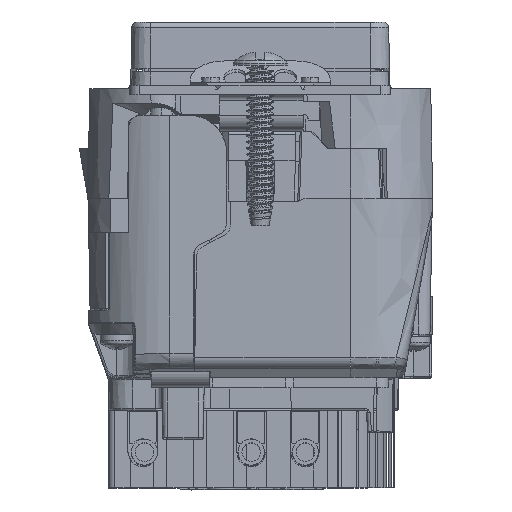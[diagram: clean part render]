
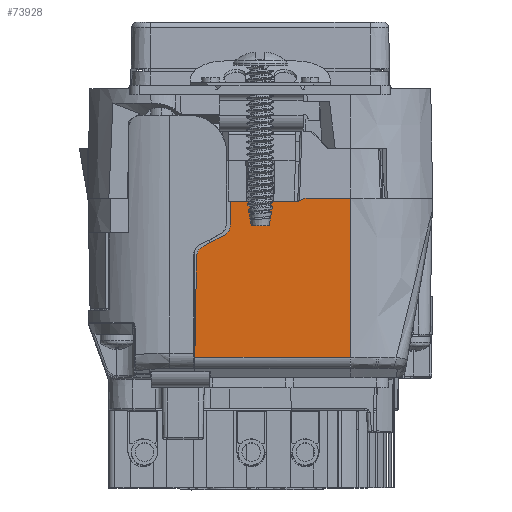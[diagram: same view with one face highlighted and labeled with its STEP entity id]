
A CAD part, top view. The second image highlights one B-rep face of the part: STEP entity #73928.
In plain terms, the highlighted planar face has unit normal (0, -0.018, 1).
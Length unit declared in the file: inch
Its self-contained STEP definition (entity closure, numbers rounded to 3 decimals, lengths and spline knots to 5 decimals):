
#1079 = ORIENTED_EDGE ( 'NONE', *, *, #41358, .T. ) ;
#4234 = VECTOR ( 'NONE', #135872, 39.37008 ) ;
#4436 = EDGE_CURVE ( 'NONE', #29445, #118810, #167959, .T. ) ;
#5093 = LINE ( 'NONE', #145411, #158691 ) ;
#5467 = CARTESIAN_POINT ( 'NONE',  ( 0.79732, 1.70625, 4.55415 ) ) ;
#8423 = VECTOR ( 'NONE', #47221, 39.37008 ) ;
#11120 = EDGE_CURVE ( 'NONE', #161782, #101139, #52135, .T. ) ;
#11242 = ORIENTED_EDGE ( 'NONE', *, *, #4436, .T. ) ;
#12849 = PLANE ( 'NONE',  #139016 ) ;
#13153 = LINE ( 'NONE', #121072, #89870 ) ;
#15617 = CARTESIAN_POINT ( 'NONE',  ( 1.57117, 2.00158, 4.5593 ) ) ;
#16083 = CARTESIAN_POINT ( 'NONE',  ( 1.311, 1.98843, 4.55907 ) ) ;
#17599 = CARTESIAN_POINT ( 'NONE',  ( 0.94129, 1.81908, 4.55612 ) ) ;
#17735 = EDGE_CURVE ( 'NONE', #172263, #71811, #5093, .T. ) ;
#20760 = ORIENTED_EDGE ( 'NONE', *, *, #11120, .T. ) ;
#23522 = ORIENTED_EDGE ( 'NONE', *, *, #60969, .F. ) ;
#24962 = LINE ( 'NONE', #79262, #94563 ) ;
#27211 = EDGE_CURVE ( 'NONE', #163896, #187258, #68198, .T. ) ;
#29133 = DIRECTION ( 'NONE',  ( -1., 0., 0. ) ) ;
#29445 = VERTEX_POINT ( 'NONE', #29744 ) ;
#29744 = CARTESIAN_POINT ( 'NONE',  ( 0.78852, 1.2021, 4.54535 ) ) ;
#31650 = DIRECTION ( 'NONE',  ( -1., 0., 0. ) ) ;
#33150 = VERTEX_POINT ( 'NONE', #64992 ) ;
#36071 = CARTESIAN_POINT ( 'NONE',  ( 1.311, 1.98843, 4.55907 ) ) ;
#39020 = CARTESIAN_POINT ( 'NONE',  ( 1.34713, 2.00158, 4.5593 ) ) ;
#41213 = CARTESIAN_POINT ( 'NONE',  ( 0.95844, 1.83043, 4.55632 ) ) ;
#41358 = EDGE_CURVE ( 'NONE', #111653, #172263, #13153, .T. ) ;
#47221 = DIRECTION ( 'NONE',  ( -0.94, -0.342, -0.006 ) ) ;
#48605 = EDGE_CURVE ( 'NONE', #33150, #84565, #179327, .T. ) ;
#52135 = LINE ( 'NONE', #57993, #4234 ) ;
#53647 = CARTESIAN_POINT ( 'NONE',  ( 1.57017, 1.2021, 4.54535 ) ) ;
#56622 = CARTESIAN_POINT ( 'NONE',  ( 0.94129, 1.81908, 4.55612 ) ) ;
#57298 = CARTESIAN_POINT ( 'NONE',  ( 0.96817, 1.86911, 4.55699 ) ) ;
#57479 = CARTESIAN_POINT ( 'NONE',  ( 1.57117, 1.2021, 4.54535 ) ) ;
#57993 = CARTESIAN_POINT ( 'NONE',  ( 1.57117, 2.00158, 4.5593 ) ) ;
#60969 = EDGE_CURVE ( 'NONE', #33150, #93392, #145978, .T. ) ;
#64992 = CARTESIAN_POINT ( 'NONE',  ( 0.83321, 1.76014, 4.55509 ) ) ;
#68198 = LINE ( 'NONE', #139178, #8423 ) ;
#69025 = CARTESIAN_POINT ( 'NONE',  ( 1.57117, 1.2021, 4.54535 ) ) ;
#71436 = CARTESIAN_POINT ( 'NONE',  ( 1.57117, 2.00158, 4.5593 ) ) ;
#71811 = VERTEX_POINT ( 'NONE', #181985 ) ;
#72460 = CARTESIAN_POINT ( 'NONE',  ( 0.90699, 1.79637, 4.55572 ) ) ;
#73928 = ADVANCED_FACE ( 'NONE', ( #78754 ), #12849, .T. ) ;
#76602 = VECTOR ( 'NONE', #163557, 39.37008 ) ;
#78754 = FACE_OUTER_BOUND ( 'NONE', #87931, .T. ) ;
#79262 = CARTESIAN_POINT ( 'NONE',  ( 0.78759, 1.14884, 4.54442 ) ) ;
#79920 = DIRECTION ( 'NONE',  ( -0.017, -1., -0.017 ) ) ;
#81894 = CARTESIAN_POINT ( 'NONE',  ( 0.83321, 1.76014, 4.55509 ) ) ;
#83102 = CARTESIAN_POINT ( 'NONE',  ( 0.96817, 1.98658, 4.55904 ) ) ;
#84565 = VERTEX_POINT ( 'NONE', #146607 ) ;
#87931 = EDGE_LOOP ( 'NONE', ( #113665, #11242, #165762, #20760, #106866, #89735, #175274, #1079, #121184, #141619, #23522, #152758 ) ) ;
#89735 = ORIENTED_EDGE ( 'NONE', *, *, #27211, .T. ) ;
#89870 = VECTOR ( 'NONE', #29133, 39.37008 ) ;
#90555 = DIRECTION ( 'NONE',  ( 0., -0.017, 1. ) ) ;
#90712 = CARTESIAN_POINT ( 'NONE',  ( 1.57117, 1.2021, 4.54535 ) ) ;
#91196 = CARTESIAN_POINT ( 'NONE',  ( 1.57117, 2.00158, 4.5593 ) ) ;
#93222 = EDGE_CURVE ( 'NONE', #101139, #163896, #163426, .T. ) ;
#93392 = VERTEX_POINT ( 'NONE', #17599 ) ;
#94563 = VECTOR ( 'NONE', #79920, 39.37008 ) ;
#97305 = CARTESIAN_POINT ( 'NONE',  ( 0.79774, 1.73037, 4.55457 ) ) ;
#98275 = EDGE_CURVE ( 'NONE', #118810, #161782, #183813, .T. ) ;
#101139 = VERTEX_POINT ( 'NONE', #71436 ) ;
#102814 = CARTESIAN_POINT ( 'NONE',  ( 1.57017, 1.2021, 4.54535 ) ) ;
#106866 = ORIENTED_EDGE ( 'NONE', *, *, #93222, .T. ) ;
#111653 = VERTEX_POINT ( 'NONE', #117837 ) ;
#113298 = CARTESIAN_POINT ( 'NONE',  ( 1.31093, 1.98803, 4.55907 ) ) ;
#113665 = ORIENTED_EDGE ( 'NONE', *, *, #180626, .T. ) ;
#113985 = CARTESIAN_POINT ( 'NONE',  ( 1.31077, 1.987, 4.55905 ) ) ;
#114819 = CARTESIAN_POINT ( 'NONE',  ( 0.81111, 1.75045, 4.55492 ) ) ;
#117774 = DIRECTION ( 'NONE',  ( 0., -1., -0.017 ) ) ;
#117837 = CARTESIAN_POINT ( 'NONE',  ( 1.31071, 1.98658, 4.55904 ) ) ;
#118810 = VERTEX_POINT ( 'NONE', #53647 ) ;
#121072 = CARTESIAN_POINT ( 'NONE',  ( 1.57117, 1.98658, 4.55904 ) ) ;
#121184 = ORIENTED_EDGE ( 'NONE', *, *, #17735, .T. ) ;
#122627 = VECTOR ( 'NONE', #31650, 39.37008 ) ;
#122867 = DIRECTION ( 'NONE',  ( 0., -1., -0.017 ) ) ;
#131754 = EDGE_CURVE ( 'NONE', #71811, #93392, #193914, .T. ) ;
#131765 = CARTESIAN_POINT ( 'NONE',  ( 1.57051, 1.2021, 4.54535 ) ) ;
#134934 = CARTESIAN_POINT ( 'NONE',  ( 0.87088, 1.77667, 4.55538 ) ) ;
#135872 = DIRECTION ( 'NONE',  ( 0., 1., 0.017 ) ) ;
#136462 = CARTESIAN_POINT ( 'NONE',  ( 1.57017, 1.2021, 4.54535 ) ) ;
#139016 = AXIS2_PLACEMENT_3D ( 'NONE', #91196, #90555, #122867 ) ;
#139178 = CARTESIAN_POINT ( 'NONE',  ( 1.35302, 2.00372, 4.55934 ) ) ;
#141619 = ORIENTED_EDGE ( 'NONE', *, *, #131754, .T. ) ;
#145411 = CARTESIAN_POINT ( 'NONE',  ( 0.96817, 2.00158, 4.5593 ) ) ;
#145978 =( BOUNDED_CURVE ( )  B_SPLINE_CURVE ( 3, ( #149089, #134934, #72460, #179950 ),
 .UNSPECIFIED., .F., .T. ) 
 B_SPLINE_CURVE_WITH_KNOTS ( ( 4, 4 ),
 ( 3.55508, 3.72651 ),
 .UNSPECIFIED. ) 
 CURVE ( )  GEOMETRIC_REPRESENTATION_ITEM ( )  RATIONAL_B_SPLINE_CURVE ( ( 1., 0.998, 0.998, 1. ) ) 
 REPRESENTATION_ITEM ( '' )  );
#146607 = CARTESIAN_POINT ( 'NONE',  ( 0.79732, 1.70625, 4.55415 ) ) ;
#149089 = CARTESIAN_POINT ( 'NONE',  ( 0.83321, 1.76014, 4.55509 ) ) ;
#151887 = CARTESIAN_POINT ( 'NONE',  ( 1.57018, 1.2021, 4.54535 ) ) ;
#152758 = ORIENTED_EDGE ( 'NONE', *, *, #48605, .T. ) ;
#158691 = VECTOR ( 'NONE', #117774, 39.37008 ) ;
#158999 = B_SPLINE_CURVE_WITH_KNOTS ( 'NONE', 3,
 ( #36071, #113298, #113985, #173721 ),
 .UNSPECIFIED., .F., .F.,
 ( 4, 4 ),
 ( 0., 1. ),
 .UNSPECIFIED. ) ;
#161782 = VERTEX_POINT ( 'NONE', #69025 ) ;
#163426 = LINE ( 'NONE', #15617, #122627 ) ;
#163557 = DIRECTION ( 'NONE',  ( 1., 0., 0. ) ) ;
#163896 = VERTEX_POINT ( 'NONE', #39020 ) ;
#165762 = ORIENTED_EDGE ( 'NONE', *, *, #98275, .T. ) ;
#167959 = LINE ( 'NONE', #57479, #76602 ) ;
#169290 = EDGE_CURVE ( 'NONE', #187258, #111653, #158999, .T. ) ;
#172263 = VERTEX_POINT ( 'NONE', #83102 ) ;
#173721 = CARTESIAN_POINT ( 'NONE',  ( 1.31071, 1.98658, 4.55904 ) ) ;
#175274 = ORIENTED_EDGE ( 'NONE', *, *, #169290, .T. ) ;
#178852 = CARTESIAN_POINT ( 'NONE',  ( 0.96817, 1.84855, 4.55663 ) ) ;
#179327 =( BOUNDED_CURVE ( )  B_SPLINE_CURVE ( 3, ( #81894, #114819, #97305, #5467 ),
 .UNSPECIFIED., .F., .T. ) 
 B_SPLINE_CURVE_WITH_KNOTS ( ( 4, 4 ),
 ( 0.41348, 1.55334 ),
 .UNSPECIFIED. ) 
 CURVE ( )  GEOMETRIC_REPRESENTATION_ITEM ( )  RATIONAL_B_SPLINE_CURVE ( ( 1., 0.895, 0.895, 1. ) ) 
 REPRESENTATION_ITEM ( '' )  );
#179950 = CARTESIAN_POINT ( 'NONE',  ( 0.94129, 1.81908, 4.55612 ) ) ;
#180626 = EDGE_CURVE ( 'NONE', #84565, #29445, #24962, .T. ) ;
#181985 = CARTESIAN_POINT ( 'NONE',  ( 0.96817, 1.86911, 4.55699 ) ) ;
#182801 = CARTESIAN_POINT ( 'NONE',  ( 1.57019, 1.2021, 4.54535 ) ) ;
#183813 = B_SPLINE_CURVE_WITH_KNOTS ( 'NONE', 3,
 ( #102814, #136462, #151887, #182801, #131765, #193447, #90712 ),
 .UNSPECIFIED., .F., .F.,
 ( 4, 3, 4 ),
 ( 0., 0., 0.00003 ),
 .UNSPECIFIED. ) ;
#187258 = VERTEX_POINT ( 'NONE', #16083 ) ;
#193447 = CARTESIAN_POINT ( 'NONE',  ( 1.57084, 1.2021, 4.54535 ) ) ;
#193914 =( BOUNDED_CURVE ( )  B_SPLINE_CURVE ( 3, ( #57298, #178852, #41213, #56622 ),
 .UNSPECIFIED., .F., .T. ) 
 B_SPLINE_CURVE_WITH_KNOTS ( ( 4, 4 ),
 ( 1.5708, 2.55667 ),
 .UNSPECIFIED. ) 
 CURVE ( )  GEOMETRIC_REPRESENTATION_ITEM ( )  RATIONAL_B_SPLINE_CURVE ( ( 1., 0.921, 0.921, 1. ) ) 
 REPRESENTATION_ITEM ( '' )  );
